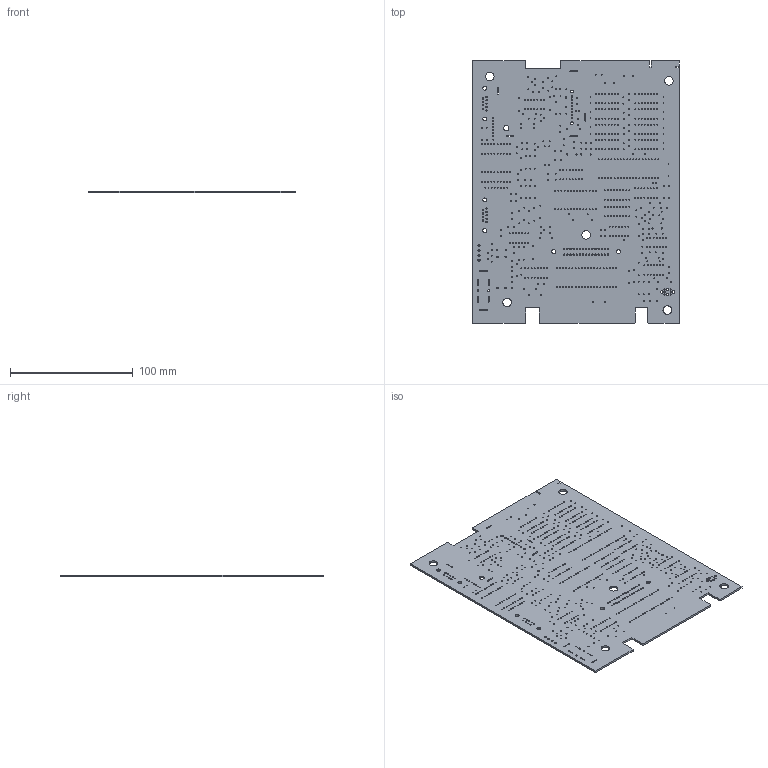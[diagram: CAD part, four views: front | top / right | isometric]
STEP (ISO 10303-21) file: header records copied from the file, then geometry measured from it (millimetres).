
FILE_DESCRIPTION(('KiCad electronic assembly'),'2;1');
FILE_NAME('coleco_original_main_only.step','2023-05-15T16:52:00',( 'Pcbnew'),('Kicad'),'Open CASCADE STEP processor 7.5', 'KiCad to STEP converter','Unknown');
FILE_SCHEMA(('AUTOMOTIVE_DESIGN { 1 0 10303 214 1 1 1 1 }'));
Length unit declared in the file: millimetre
Products named in the file (2): coleco_original_main_only 1; coleco_original_main_only PCB
Assembly tree (1 placements, depth 2):
  coleco_original_main_only 1
    coleco_original_main_only PCB
Bounding box: 168.4 x 214 x 1.6 mm (x, y, z)
Volume: 55650.7 mm3; surface area: 74856.3 mm2
Topology: 1 solids, 1 shells, 905 faces, 2709 edges, 1806 vertices
Faces by surface type: cylinder 847, plane 58
Full cylindrical faces by diameter (mm): 0.8 x715, 1 x52, 1.1 x34, 1.5 x4, 1.7 x4, 2.05 x2, 2.2 x2, 3.2 x4, 3.25 x2, 4.3 x1, 7 x5
Entity records: 70125 total; most frequent: DIRECTION 11635, CARTESIAN_POINT 10840, ORIENTED_EDGE 5418, PCURVE 5418, DEFINITIONAL_REPRESENTATION 5418, LINE 4739, VECTOR 4739, CIRCLE 3388
